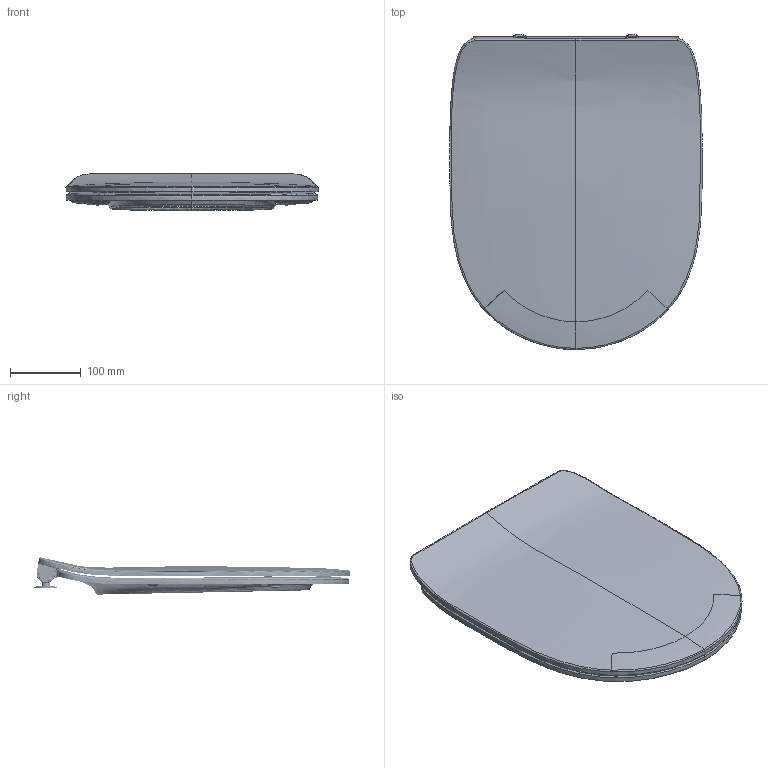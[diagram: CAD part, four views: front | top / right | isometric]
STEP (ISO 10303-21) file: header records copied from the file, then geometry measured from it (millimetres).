
FILE_DESCRIPTION(/* description */ (''),/* implementation_level */ '2;1');
FILE_NAME(/* name */ 'STEP - A80RD12003_9512505',/* time_stamp */ '2025-04-01T08:31:13+11:00',/* author */ (''),/* organization */ (''),/* preprocessor_version */ 'ST-DEVELOPER v16.5',/* originating_system */ 'Rhino 7.37',/* authorisation */ '');
FILE_SCHEMA (('AUTOMOTIVE_DESIGN'));
Products named in the file (1): Document
Bounding box: 357.95 x 447.3 x 52.78 mm (x, y, z)
Volume: 4414.7 mm3; surface area: 572636.8 mm2
Topology: 14 solids, 101 shells, 4919 faces, 13789 edges, 8339 vertices
Faces by surface type: bspline 2164, plane 1540, cylinder 1215
Full cylindrical faces by diameter (mm): 0.3 x4, 0.4 x4, 0.6 x8, 1 x29, 1.5 x3, 2 x8, 3 x1, 4 x2, 17.4 x4, 18 x8, 18.2 x1
Entity records: 305184 total; most frequent: CARTESIAN_POINT 223766, ORIENTED_EDGE 25404, EDGE_CURVE 13649, B_SPLINE_CURVE_WITH_KNOTS 9146, VERTEX_POINT 8330, EDGE_LOOP 5255, ADVANCED_FACE 4911, FACE_OUTER_BOUND 4911
